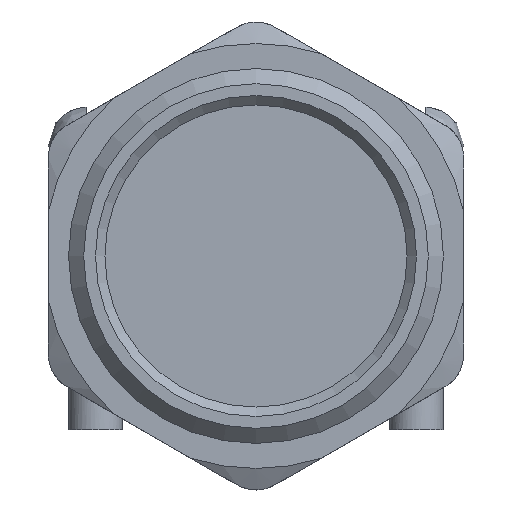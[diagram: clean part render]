
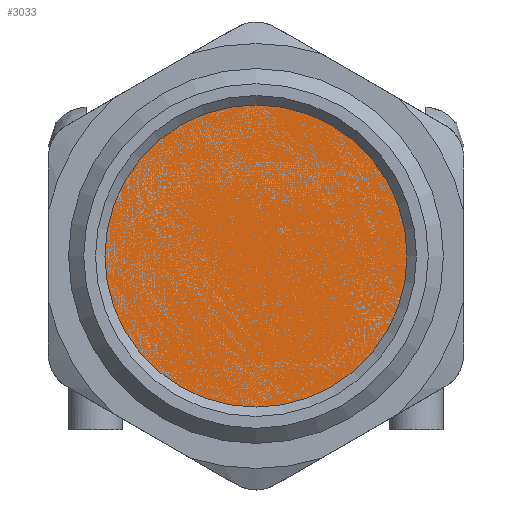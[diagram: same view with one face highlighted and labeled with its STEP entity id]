
A CAD part, left-side view. The second image highlights one B-rep face of the part: STEP entity #3033.
In plain terms, the highlighted planar face has unit normal (1, 0, 0).
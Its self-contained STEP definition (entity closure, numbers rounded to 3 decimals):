
#952=FACE_OUTER_BOUND('',#1137,.T.);
#1137=EDGE_LOOP('',(#2788));
#1259=CIRCLE('',#3345,9.925);
#1530=VERTEX_POINT('',#5708);
#1950=EDGE_CURVE('',#1530,#1530,#1259,.T.);
#2788=ORIENTED_EDGE('',*,*,#1950,.T.);
#2866=PLANE('',#3344);
#3033=ADVANCED_FACE('',(#952),#2866,.T.);
#3344=AXIS2_PLACEMENT_3D('',#5707,#4099,#4100);
#3345=AXIS2_PLACEMENT_3D('',#5709,#4101,#4102);
#4099=DIRECTION('center_axis',(1.,0.,0.));
#4100=DIRECTION('ref_axis',(0.,0.,-1.));
#4101=DIRECTION('center_axis',(1.,0.,0.));
#4102=DIRECTION('ref_axis',(0.,0.,-1.));
#5707=CARTESIAN_POINT('Origin',(-7.5,0.,0.));
#5708=CARTESIAN_POINT('',(-7.5,9.925,0.));
#5709=CARTESIAN_POINT('Origin',(-7.5,0.,0.));
